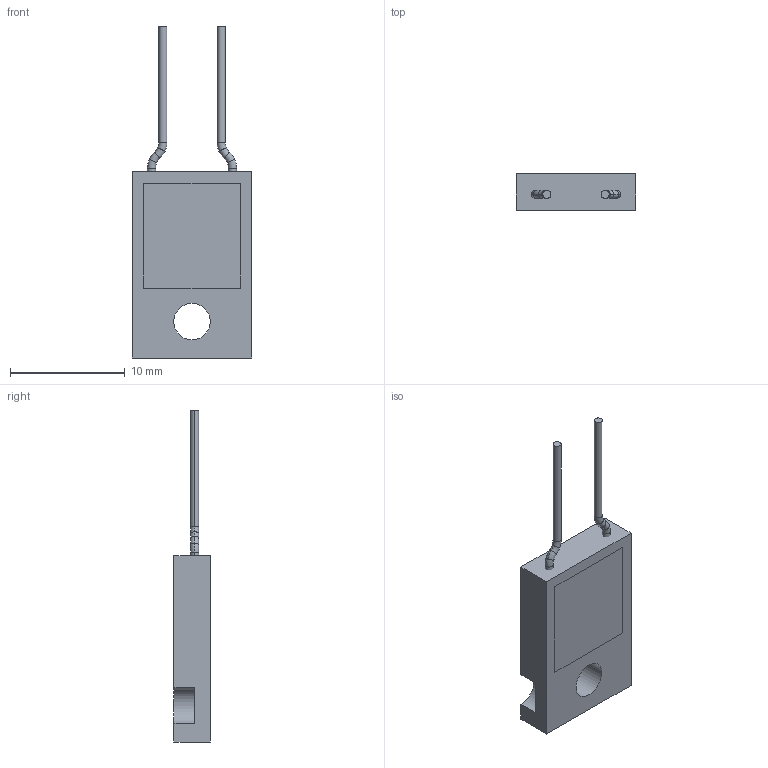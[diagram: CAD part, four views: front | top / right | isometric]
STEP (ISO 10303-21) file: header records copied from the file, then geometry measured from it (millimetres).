
FILE_DESCRIPTION((''),'2;1');
FILE_NAME('221PWR_ASM','2018-10-25T11:35:46',('adrianaca'),(''),'CREO PARAMETRIC BY PTC INC, 2018050','CREO PARAMETRIC BY PTC INC, 2018050','');
FILE_SCHEMA(('CONFIG_CONTROL_DESIGN'));
Length unit declared in the file: inch
Products named in the file (8): CERAMICA_POWER_RESISTOR_221; PIN_FORMADO_PWR-221; PIN_FORMADO_IZQPWR-221; HOUISNG_PWR_221; PWR_221_FORMED_1_ASM; MARKING-247; PWR_221_FORMED_ASM; 221PWR_ASM
Assembly tree (7 placements, depth 4):
  221PWR_ASM
    PWR_221_FORMED_ASM
      PWR_221_FORMED_1_ASM
        CERAMICA_POWER_RESISTOR_221
        PIN_FORMADO_PWR-221
        PIN_FORMADO_IZQPWR-221
        HOUISNG_PWR_221
      MARKING-247
Bounding box: 10.41 x 3.2 x 28.96 mm (x, y, z)
Volume: 532.5 mm3; surface area: 912.2 mm2
Topology: 33 solids, 33 shells, 693 faces, 1868 edges, 1242 vertices
Faces by surface type: plane 439, extrusion 198, cylinder 28, torus 16, bspline 12
Entity records: 22917 total; most frequent: CARTESIAN_POINT 6059, ORIENTED_EDGE 3736, DIRECTION 2738, EDGE_CURVE 1868, VECTOR 1554, LINE 1356, VERTEX_POINT 1242, EDGE_LOOP 726
